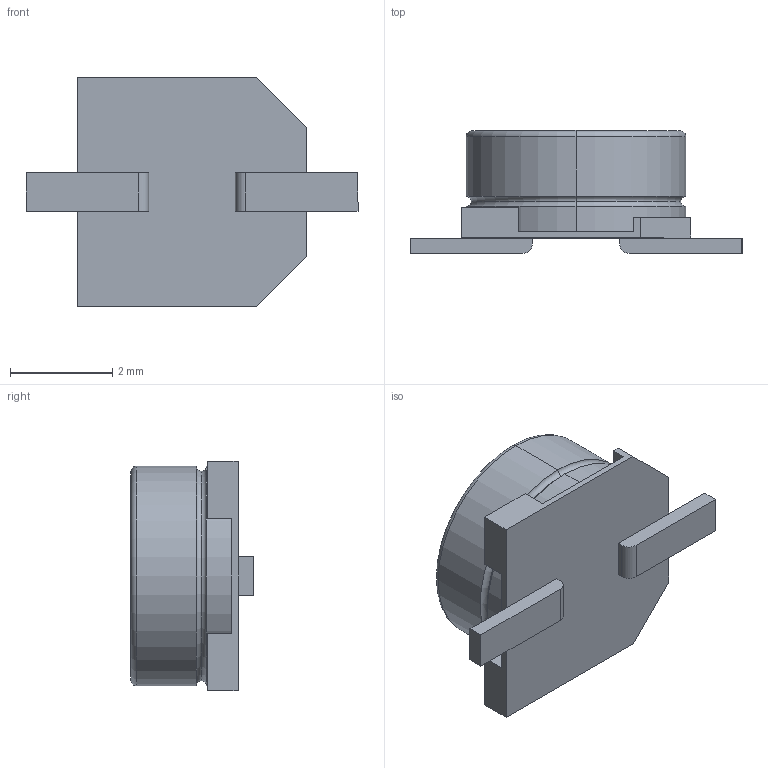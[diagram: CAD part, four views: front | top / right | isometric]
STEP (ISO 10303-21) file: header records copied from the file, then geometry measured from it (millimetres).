
FILE_DESCRIPTION (( 'STEP AP214' ), '1' );
FILE_NAME ('CAC_S_4X5.4_D4.5L5.65W0.75F0.3A4.5B4.5C6.5E2.4P1.7.STEP', '2025-03-25T15:28:21', ( '' ), ( '' ), 'SwSTEP 2.0', 'SolidWorks 2021', '' );
FILE_SCHEMA (( 'AUTOMOTIVE_DESIGN' ));
Length unit declared in the file: millimetre
Products named in the file (1): CAC_S_4X5.4_D4.5L5.65W0.75F0.3A4.5B4.5C6.5E2.4P1.7
Bounding box: 6.5 x 2.4 x 4.5 mm (x, y, z)
Volume: 33 mm3; surface area: 110.9 mm2
Topology: 5 solids, 5 shells, 78 faces, 189 edges, 122 vertices
Faces by surface type: plane 61, cylinder 11, torus 6
Entity records: 3177 total; most frequent: CARTESIAN_POINT 390, DIRECTION 379, ORIENTED_EDGE 378, EDGE_CURVE 189, VECTOR 157, LINE 157, VERTEX_POINT 122, AXIS2_PLACEMENT_3D 111
